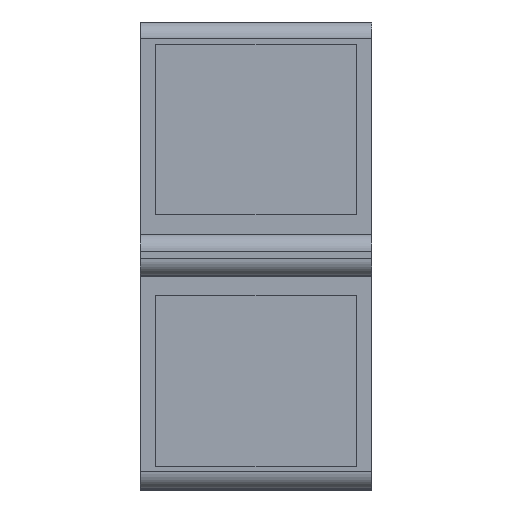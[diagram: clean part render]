
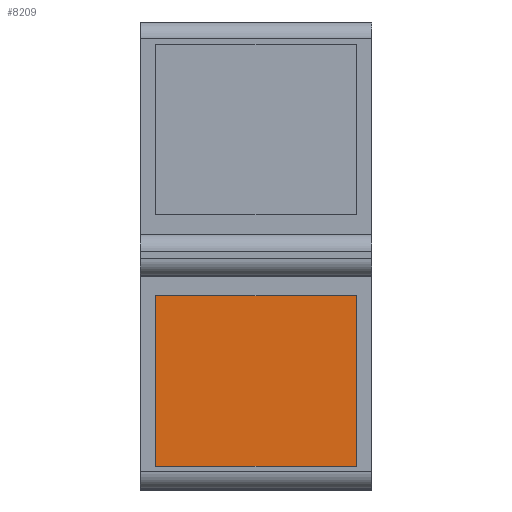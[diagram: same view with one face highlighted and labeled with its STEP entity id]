
A CAD part, top view. The second image highlights one B-rep face of the part: STEP entity #8209.
In plain terms, the highlighted free-form (B-spline) face has degree [1, 1] with [2, 2] control points.
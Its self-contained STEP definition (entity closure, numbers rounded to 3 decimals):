
#8092 = VERTEX_POINT('',#8093);
#8093 = CARTESIAN_POINT('',(-16.199,-42.118,
    862.611));
#8106 = VERTEX_POINT('',#8107);
#8107 = CARTESIAN_POINT('',(-226.79,-42.118,
    862.611));
#8112 = EDGE_CURVE('',#8106,#8092,#8113,.T.);
#8113 = B_SPLINE_CURVE_WITH_KNOTS('',1,(#8114,#8115),.UNSPECIFIED.,.F.,
  .F.,(2,2),(-130.,130.),.PIECEWISE_BEZIER_KNOTS.);
#8114 = CARTESIAN_POINT('',(-226.79,-42.118,
    862.611));
#8115 = CARTESIAN_POINT('',(-16.199,-42.118,
    862.611));
#8134 = VERTEX_POINT('',#8135);
#8135 = CARTESIAN_POINT('',(-226.79,-221.12,
    862.611));
#8140 = EDGE_CURVE('',#8134,#8106,#8141,.T.);
#8141 = B_SPLINE_CURVE_WITH_KNOTS('',1,(#8142,#8143),.UNSPECIFIED.,.F.,
  .F.,(2,2),(-110.5,110.5),.PIECEWISE_BEZIER_KNOTS.);
#8142 = CARTESIAN_POINT('',(-226.79,-221.12,
    862.611));
#8143 = CARTESIAN_POINT('',(-226.79,-42.118,
    862.611));
#8162 = VERTEX_POINT('',#8163);
#8163 = CARTESIAN_POINT('',(-16.199,-221.12,
    862.611));
#8168 = EDGE_CURVE('',#8162,#8134,#8169,.T.);
#8169 = B_SPLINE_CURVE_WITH_KNOTS('',1,(#8170,#8171),.UNSPECIFIED.,.F.,
  .F.,(2,2),(-130.,130.),.PIECEWISE_BEZIER_KNOTS.);
#8170 = CARTESIAN_POINT('',(-16.199,-221.12,
    862.611));
#8171 = CARTESIAN_POINT('',(-226.79,-221.12,
    862.611));
#8188 = EDGE_CURVE('',#8092,#8162,#8189,.T.);
#8189 = B_SPLINE_CURVE_WITH_KNOTS('',1,(#8190,#8191),.UNSPECIFIED.,.F.,
  .F.,(2,2),(-110.5,110.5),.PIECEWISE_BEZIER_KNOTS.);
#8190 = CARTESIAN_POINT('',(-16.199,-42.118,
    862.611));
#8191 = CARTESIAN_POINT('',(-16.199,-221.12,
    862.611));
#8209 = ADVANCED_FACE('',(#8210),#8216,.T.);
#8210 = FACE_BOUND('',#8211,.T.);
#8211 = EDGE_LOOP('',(#8212,#8213,#8214,#8215));
#8212 = ORIENTED_EDGE('',*,*,#8112,.F.);
#8213 = ORIENTED_EDGE('',*,*,#8140,.F.);
#8214 = ORIENTED_EDGE('',*,*,#8168,.F.);
#8215 = ORIENTED_EDGE('',*,*,#8188,.F.);
#8216 = B_SPLINE_SURFACE_WITH_KNOTS('',1,1,(
    (#8217,#8218)
    ,(#8219,#8220
    )),.UNSPECIFIED.,.F.,.F.,.F.,(2,2),(2,2),(-280.,-20.),(-273.,-52.),
  .PIECEWISE_BEZIER_KNOTS.);
#8217 = CARTESIAN_POINT('',(-226.79,-221.12,
    862.611));
#8218 = CARTESIAN_POINT('',(-226.79,-42.118,
    862.611));
#8219 = CARTESIAN_POINT('',(-16.199,-221.12,
    862.611));
#8220 = CARTESIAN_POINT('',(-16.199,-42.118,
    862.611));
